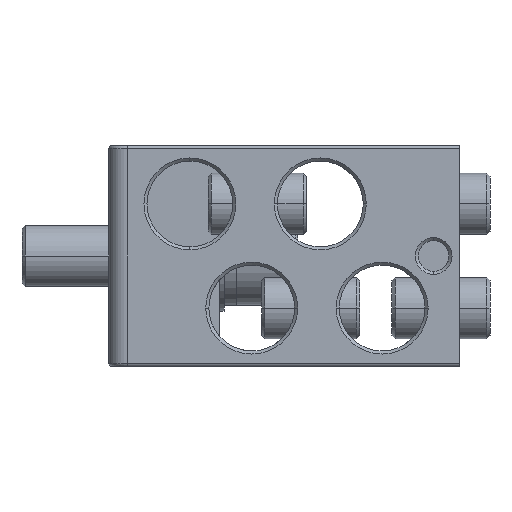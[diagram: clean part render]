
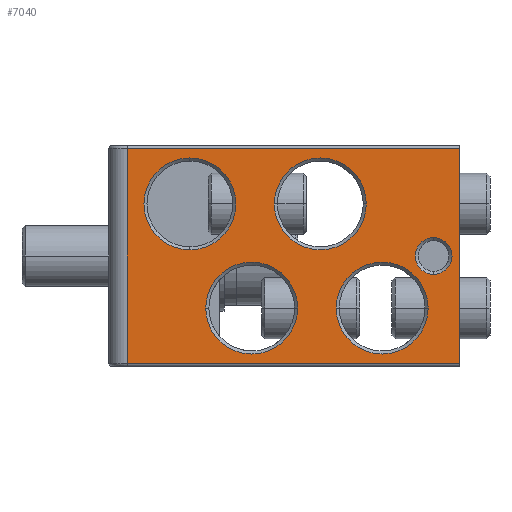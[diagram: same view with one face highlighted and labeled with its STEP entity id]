
A CAD part, left-side view. The second image highlights one B-rep face of the part: STEP entity #7040.
In plain terms, the highlighted planar face has unit normal (-1, 0, 0).
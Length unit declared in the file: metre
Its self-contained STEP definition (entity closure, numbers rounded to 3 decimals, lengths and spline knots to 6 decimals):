
#182=CARTESIAN_POINT('',(0.,0.0042,-0.018));
#183=DIRECTION('',(1.,0.,0.));
#184=DIRECTION('',(0.,0.,1.));
#185=AXIS2_PLACEMENT_3D('',#182,#183,#184);
#187=CARTESIAN_POINT('',(0.,0.0042,-0.018));
#188=DIRECTION('',(1.,0.,0.));
#189=DIRECTION('',(0.,0.,-1.));
#190=AXIS2_PLACEMENT_3D('',#187,#188,#189);
#192=CARTESIAN_POINT('',(0.,0.044,-0.0095));
#193=DIRECTION('',(1.,0.,0.));
#194=DIRECTION('',(0.,0.,1.));
#195=AXIS2_PLACEMENT_3D('',#192,#193,#194);
#197=CARTESIAN_POINT('',(0.,0.044,-0.0095));
#198=DIRECTION('',(1.,0.,0.));
#199=DIRECTION('',(0.,0.,-1.));
#200=AXIS2_PLACEMENT_3D('',#197,#198,#199);
#202=CARTESIAN_POINT('',(0.,0.0126,-0.0265));
#203=DIRECTION('',(1.,0.,0.));
#204=DIRECTION('',(0.,1.,0.));
#205=AXIS2_PLACEMENT_3D('',#202,#203,#204);
#207=CARTESIAN_POINT('',(0.,0.0126,-0.0265));
#208=DIRECTION('',(1.,0.,0.));
#209=DIRECTION('',(0.,0.,-1.));
#210=AXIS2_PLACEMENT_3D('',#207,#208,#209);
#212=CARTESIAN_POINT('',(0.,0.0126,-0.0265));
#213=DIRECTION('',(1.,0.,0.));
#214=DIRECTION('',(0.,-1.,0.));
#215=AXIS2_PLACEMENT_3D('',#212,#213,#214);
#217=CARTESIAN_POINT('',(0.,0.0126,-0.0265));
#218=DIRECTION('',(1.,0.,0.));
#219=DIRECTION('',(0.,0.,1.));
#220=AXIS2_PLACEMENT_3D('',#217,#218,#219);
#222=CARTESIAN_POINT('',(0.,0.0227,-0.0095));
#223=DIRECTION('',(1.,0.,0.));
#224=DIRECTION('',(0.,-1.,0.));
#225=AXIS2_PLACEMENT_3D('',#222,#223,#224);
#227=CARTESIAN_POINT('',(0.,0.0227,-0.0095));
#228=DIRECTION('',(1.,0.,0.));
#229=DIRECTION('',(0.,0.,1.));
#230=AXIS2_PLACEMENT_3D('',#227,#228,#229);
#232=CARTESIAN_POINT('',(0.,0.0227,-0.0095));
#233=DIRECTION('',(1.,0.,0.));
#234=DIRECTION('',(0.,1.,0.));
#235=AXIS2_PLACEMENT_3D('',#232,#233,#234);
#237=CARTESIAN_POINT('',(0.,0.0227,-0.0095));
#238=DIRECTION('',(1.,0.,0.));
#239=DIRECTION('',(0.,0.,-1.));
#240=AXIS2_PLACEMENT_3D('',#237,#238,#239);
#242=CARTESIAN_POINT('',(0.,0.0339,-0.0265));
#243=DIRECTION('',(1.,0.,0.));
#244=DIRECTION('',(0.,1.,0.));
#245=AXIS2_PLACEMENT_3D('',#242,#243,#244);
#247=CARTESIAN_POINT('',(0.,0.0339,-0.0265));
#248=DIRECTION('',(1.,0.,0.));
#249=DIRECTION('',(0.,0.,-1.));
#250=AXIS2_PLACEMENT_3D('',#247,#248,#249);
#252=CARTESIAN_POINT('',(0.,0.0339,-0.0265));
#253=DIRECTION('',(1.,0.,0.));
#254=DIRECTION('',(0.,-1.,0.));
#255=AXIS2_PLACEMENT_3D('',#252,#253,#254);
#257=CARTESIAN_POINT('',(0.,0.0339,-0.0265));
#258=DIRECTION('',(1.,0.,0.));
#259=DIRECTION('',(0.,0.,1.));
#260=AXIS2_PLACEMENT_3D('',#257,#258,#259);
#421=DIRECTION('',(0.,0.,-1.));
#422=VECTOR('',#421,0.035);
#423=CARTESIAN_POINT('',(0.,0.,-0.0005));
#424=LINE('',#423,#422);
#1228=DIRECTION('',(0.,0.,1.));
#1229=VECTOR('',#1228,0.035);
#1230=CARTESIAN_POINT('',(0.,0.0542,-0.0355));
#1231=LINE('',#1230,#1229);
#1251=DIRECTION('',(0.,1.,0.));
#1252=VECTOR('',#1251,0.0542);
#1253=CARTESIAN_POINT('',(0.,0.,-0.0355));
#1254=LINE('',#1253,#1252);
#1278=DIRECTION('',(0.,-1.,0.));
#1279=VECTOR('',#1278,0.0542);
#1280=CARTESIAN_POINT('',(0.,0.0542,-0.0005));
#1281=LINE('',#1280,#1279);
#5398=CARTESIAN_POINT('',(0.,0.,-0.0355));
#5399=CARTESIAN_POINT('',(0.,0.0542,-0.0355));
#5400=VERTEX_POINT('',#5398);
#5401=VERTEX_POINT('',#5399);
#5402=CARTESIAN_POINT('',(0.,0.0542,-0.0005));
#5403=VERTEX_POINT('',#5402);
#5404=CARTESIAN_POINT('',(0.,0.,-0.0005));
#5405=VERTEX_POINT('',#5404);
#5406=CARTESIAN_POINT('',(0.,0.0264,-0.0265));
#5407=CARTESIAN_POINT('',(0.,0.0339,
-0.034));
#5408=VERTEX_POINT('',#5406);
#5409=VERTEX_POINT('',#5407);
#5410=CARTESIAN_POINT('',(0.,0.0414,-0.0265));
#5411=VERTEX_POINT('',#5410);
#5412=CARTESIAN_POINT('',(0.,0.0339,
-0.019));
#5413=VERTEX_POINT('',#5412);
#5414=CARTESIAN_POINT('',(0.,0.0302,
-0.0095));
#5415=CARTESIAN_POINT('',(0.,0.0227,
-0.002));
#5416=VERTEX_POINT('',#5414);
#5417=VERTEX_POINT('',#5415);
#5418=CARTESIAN_POINT('',(0.,0.0152,
-0.0095));
#5419=VERTEX_POINT('',#5418);
#5420=CARTESIAN_POINT('',(0.,0.0227,
-0.017));
#5421=VERTEX_POINT('',#5420);
#5422=CARTESIAN_POINT('',(0.,0.0051,-0.0265));
#5423=CARTESIAN_POINT('',(0.,0.0126,
-0.034));
#5424=VERTEX_POINT('',#5422);
#5425=VERTEX_POINT('',#5423);
#5426=CARTESIAN_POINT('',(0.,0.0201,-0.0265));
#5427=VERTEX_POINT('',#5426);
#5428=CARTESIAN_POINT('',(0.,0.0126,
-0.019));
#5429=VERTEX_POINT('',#5428);
#5430=CARTESIAN_POINT('',(0.,0.044,
-0.017));
#5431=CARTESIAN_POINT('',(0.,0.044,
-0.002));
#5432=VERTEX_POINT('',#5430);
#5433=VERTEX_POINT('',#5431);
#5434=CARTESIAN_POINT('',(0.,0.0042,
-0.021));
#5435=CARTESIAN_POINT('',(0.,0.0042,
-0.015));
#5436=VERTEX_POINT('',#5434);
#5437=VERTEX_POINT('',#5435);
#6983=CARTESIAN_POINT('',(0.,0.0286,-0.018));
#6984=DIRECTION('',(1.,0.,0.));
#6985=DIRECTION('',(0.,-1.,0.));
#6986=AXIS2_PLACEMENT_3D('',#6983,#6984,#6985);
#6987=PLANE('',#6986);
#6989=ORIENTED_EDGE('',*,*,#6988,.T.);
#6991=ORIENTED_EDGE('',*,*,#6990,.T.);
#6993=ORIENTED_EDGE('',*,*,#6992,.T.);
#6995=ORIENTED_EDGE('',*,*,#6994,.T.);
#6996=EDGE_LOOP('',(#6989,#6991,#6993,#6995));
#6997=FACE_OUTER_BOUND('',#6996,.F.);
#6999=ORIENTED_EDGE('',*,*,#6998,.F.);
#7001=ORIENTED_EDGE('',*,*,#7000,.F.);
#7002=EDGE_LOOP('',(#6999,#7001));
#7003=FACE_BOUND('',#7002,.F.);
#7005=ORIENTED_EDGE('',*,*,#7004,.F.);
#7007=ORIENTED_EDGE('',*,*,#7006,.F.);
#7009=ORIENTED_EDGE('',*,*,#7008,.F.);
#7011=ORIENTED_EDGE('',*,*,#7010,.F.);
#7012=EDGE_LOOP('',(#7005,#7007,#7009,#7011));
#7013=FACE_BOUND('',#7012,.F.);
#7015=ORIENTED_EDGE('',*,*,#7014,.F.);
#7017=ORIENTED_EDGE('',*,*,#7016,.F.);
#7019=ORIENTED_EDGE('',*,*,#7018,.F.);
#7021=ORIENTED_EDGE('',*,*,#7020,.F.);
#7022=EDGE_LOOP('',(#7015,#7017,#7019,#7021));
#7023=FACE_BOUND('',#7022,.F.);
#7025=ORIENTED_EDGE('',*,*,#7024,.F.);
#7027=ORIENTED_EDGE('',*,*,#7026,.F.);
#7029=ORIENTED_EDGE('',*,*,#7028,.F.);
#7031=ORIENTED_EDGE('',*,*,#7030,.F.);
#7032=EDGE_LOOP('',(#7025,#7027,#7029,#7031));
#7033=FACE_BOUND('',#7032,.F.);
#7035=ORIENTED_EDGE('',*,*,#7034,.F.);
#7037=ORIENTED_EDGE('',*,*,#7036,.F.);
#7038=EDGE_LOOP('',(#7035,#7037));
#7039=FACE_BOUND('',#7038,.F.);
#7040=ADVANCED_FACE('',(#6997,#7003,#7013,#7023,#7033,#7039),#6987,.F.);
#186=CIRCLE('',#185,0.003);
#191=CIRCLE('',#190,0.003);
#196=CIRCLE('',#195,0.0075);
#201=CIRCLE('',#200,0.0075);
#206=CIRCLE('',#205,0.0075);
#211=CIRCLE('',#210,0.0075);
#216=CIRCLE('',#215,0.0075);
#221=CIRCLE('',#220,0.0075);
#226=CIRCLE('',#225,0.0075);
#231=CIRCLE('',#230,0.0075);
#236=CIRCLE('',#235,0.0075);
#241=CIRCLE('',#240,0.0075);
#246=CIRCLE('',#245,0.0075);
#251=CIRCLE('',#250,0.0075);
#256=CIRCLE('',#255,0.0075);
#261=CIRCLE('',#260,0.0075);
#6988=EDGE_CURVE('',#5405,#5400,#424,.T.);
#6990=EDGE_CURVE('',#5400,#5401,#1254,.T.);
#6992=EDGE_CURVE('',#5401,#5403,#1231,.T.);
#6994=EDGE_CURVE('',#5403,#5405,#1281,.T.);
#6998=EDGE_CURVE('',#5433,#5432,#196,.T.);
#7000=EDGE_CURVE('',#5432,#5433,#201,.T.);
#7004=EDGE_CURVE('',#5427,#5429,#206,.T.);
#7006=EDGE_CURVE('',#5425,#5427,#211,.T.);
#7008=EDGE_CURVE('',#5424,#5425,#216,.T.);
#7010=EDGE_CURVE('',#5429,#5424,#221,.T.);
#7014=EDGE_CURVE('',#5419,#5421,#226,.T.);
#7016=EDGE_CURVE('',#5417,#5419,#231,.T.);
#7018=EDGE_CURVE('',#5416,#5417,#236,.T.);
#7020=EDGE_CURVE('',#5421,#5416,#241,.T.);
#7024=EDGE_CURVE('',#5411,#5413,#246,.T.);
#7026=EDGE_CURVE('',#5409,#5411,#251,.T.);
#7028=EDGE_CURVE('',#5408,#5409,#256,.T.);
#7030=EDGE_CURVE('',#5413,#5408,#261,.T.);
#7034=EDGE_CURVE('',#5437,#5436,#186,.T.);
#7036=EDGE_CURVE('',#5436,#5437,#191,.T.);
